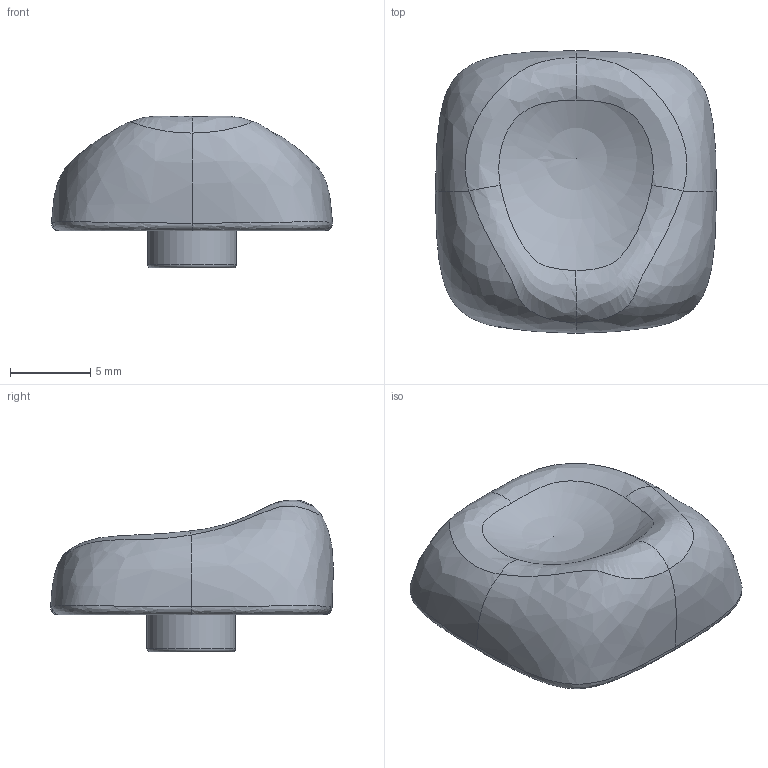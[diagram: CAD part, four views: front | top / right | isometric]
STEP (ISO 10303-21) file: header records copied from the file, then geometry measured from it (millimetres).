
FILE_DESCRIPTION(/* description */ (''),/* implementation_level */ '2;1');
FILE_NAME(/* name */ 'MX_Tilted.step',/* time_stamp */ '2024-08-30T04:43:55+05:00',/* author */ (''),/* organization */ (''),/* preprocessor_version */ 'ST-DEVELOPER v20',/* originating_system */ 'Autodesk Translation Framework v13.14.0.145',/* authorisation */ '');
FILE_SCHEMA (('AUTOMOTIVE_DESIGN { 1 0 10303 214 3 1 1 }'));
Length unit declared in the file: millimetre
Products named in the file (1): TILTED
Bounding box: 17.48 x 17.58 x 9.44 mm (x, y, z)
Volume: 1156.9 mm3; surface area: 920.7 mm2
Topology: 1 solids, 1 shells, 55 faces, 126 edges, 75 vertices
Faces by surface type: bspline 19, cylinder 17, plane 16, torus 2, sphere 1
Full cylindrical faces by diameter (mm): 5.5 x1
Entity records: 6460 total; most frequent: CARTESIAN_POINT 5275, ORIENTED_EDGE 250, DIRECTION 219, EDGE_CURVE 125, AXIS2_PLACEMENT_3D 83, VERTEX_POINT 75, EDGE_LOOP 58, FACE_OUTER_BOUND 55
